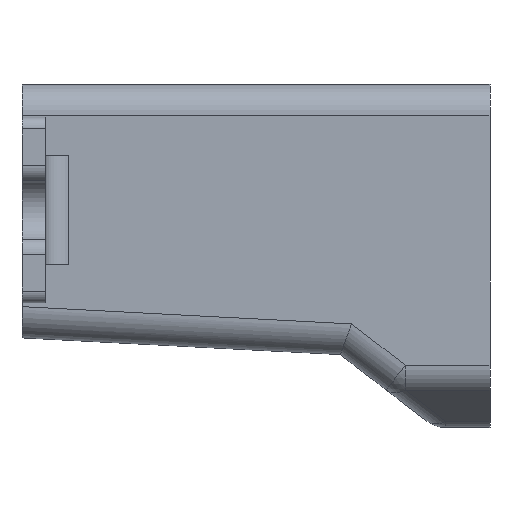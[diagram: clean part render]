
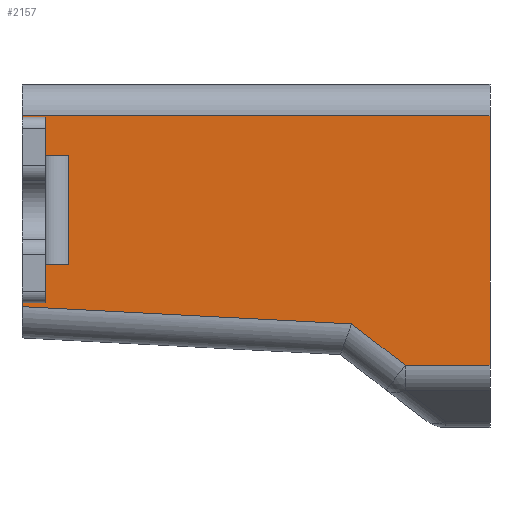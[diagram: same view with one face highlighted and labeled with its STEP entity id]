
A CAD part, left-side view. The second image highlights one B-rep face of the part: STEP entity #2157.
In plain terms, the highlighted planar face has unit normal (-1, 0, 0).
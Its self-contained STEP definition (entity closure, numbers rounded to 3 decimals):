
#248=ORIENTED_EDGE('',*,*,#880,.T.);
#249=ORIENTED_EDGE('',*,*,#881,.T.);
#250=ORIENTED_EDGE('',*,*,#819,.F.);
#251=ORIENTED_EDGE('',*,*,#882,.T.);
#252=ORIENTED_EDGE('',*,*,#883,.T.);
#253=ORIENTED_EDGE('',*,*,#884,.T.);
#254=ORIENTED_EDGE('',*,*,#865,.T.);
#255=ORIENTED_EDGE('',*,*,#885,.T.);
#256=ORIENTED_EDGE('',*,*,#833,.F.);
#257=ORIENTED_EDGE('',*,*,#886,.F.);
#819=EDGE_CURVE('',#1139,#1140,#1344,.T.);
#833=EDGE_CURVE('',#1153,#1154,#1354,.T.);
#865=EDGE_CURVE('',#1179,#1178,#1373,.T.);
#880=EDGE_CURVE('',#1192,#1193,#1383,.T.);
#881=EDGE_CURVE('',#1193,#1140,#1384,.T.);
#882=EDGE_CURVE('',#1139,#1194,#1385,.F.);
#883=EDGE_CURVE('',#1194,#1195,#1386,.F.);
#884=EDGE_CURVE('',#1195,#1179,#1387,.T.);
#885=EDGE_CURVE('',#1178,#1154,#1388,.F.);
#886=EDGE_CURVE('',#1192,#1153,#1389,.T.);
#1139=VERTEX_POINT('',#3194);
#1140=VERTEX_POINT('',#3196);
#1153=VERTEX_POINT('',#3223);
#1154=VERTEX_POINT('',#3225);
#1178=VERTEX_POINT('',#3287);
#1179=VERTEX_POINT('',#3289);
#1192=VERTEX_POINT('',#3319);
#1193=VERTEX_POINT('',#3320);
#1194=VERTEX_POINT('',#3323);
#1195=VERTEX_POINT('',#3325);
#1344=LINE('',#3195,#1581);
#1354=LINE('',#3224,#1591);
#1373=LINE('',#3288,#1610);
#1383=LINE('',#3318,#1620);
#1384=LINE('',#3321,#1621);
#1385=LINE('',#3322,#1622);
#1386=LINE('',#3324,#1623);
#1387=LINE('',#3326,#1624);
#1388=LINE('',#3327,#1625);
#1389=LINE('',#3328,#1626);
#1581=VECTOR('',#2531,1000.);
#1591=VECTOR('',#2551,1000.);
#1610=VECTOR('',#2610,1000.);
#1620=VECTOR('',#2634,1000.);
#1621=VECTOR('',#2635,1000.);
#1622=VECTOR('',#2636,1000.);
#1623=VECTOR('',#2637,1000.);
#1624=VECTOR('',#2638,1000.);
#1625=VECTOR('',#2639,1000.);
#1626=VECTOR('',#2640,1000.);
#1825=EDGE_LOOP('',(#248,#249,#250,#251,#252,#253,#254,#255,#256,#257));
#1954=FACE_BOUND('',#1825,.T.);
#2078=PLANE('',#2342);
#2157=ADVANCED_FACE('',(#1954),#2078,.F.);
#2342=AXIS2_PLACEMENT_3D('',#3317,#2632,#2633);
#2531=DIRECTION('',(0.,0.,1.));
#2551=DIRECTION('',(0.,0.,1.));
#2610=DIRECTION('',(0.,0.,1.));
#2632=DIRECTION('',(1.,0.,0.));
#2633=DIRECTION('',(0.,0.,-1.));
#2634=DIRECTION('',(0.,0.,-1.));
#2635=DIRECTION('',(0.,1.,0.));
#2636=DIRECTION('',(0.,0.999,0.052));
#2637=DIRECTION('',(0.,0.793,0.609));
#2638=DIRECTION('',(0.,-1.,0.));
#2639=DIRECTION('',(0.,-1.,0.));
#2640=DIRECTION('',(0.,1.,0.));
#3194=CARTESIAN_POINT('',(-1.5,6.,-1.449));
#3195=CARTESIAN_POINT('',(-1.5,6.,-3.));
#3196=CARTESIAN_POINT('',(-1.5,6.,-0.91));
#3223=CARTESIAN_POINT('',(-1.5,6.,0.49));
#3224=CARTESIAN_POINT('',(-1.5,6.,-3.));
#3225=CARTESIAN_POINT('',(-1.5,6.,1.));
#3287=CARTESIAN_POINT('',(-1.5,0.,1.));
#3288=CARTESIAN_POINT('',(-1.5,0.,-3.));
#3289=CARTESIAN_POINT('',(-1.5,0.,-2.2));
#3317=CARTESIAN_POINT('',(-1.5,6.,-3.));
#3318=CARTESIAN_POINT('',(-1.5,5.4,0.49));
#3319=CARTESIAN_POINT('',(-1.5,5.4,0.49));
#3320=CARTESIAN_POINT('',(-1.5,5.4,-0.91));
#3321=CARTESIAN_POINT('',(-1.5,5.4,-0.91));
#3322=CARTESIAN_POINT('',(-1.5,5.919,-1.454));
#3323=CARTESIAN_POINT('',(-1.5,1.775,-1.671));
#3324=CARTESIAN_POINT('',(-1.5,3.792,-0.123));
#3325=CARTESIAN_POINT('',(-1.5,1.086,-2.2));
#3326=CARTESIAN_POINT('',(-1.5,0.,-2.2));
#3327=CARTESIAN_POINT('',(-1.5,6.,1.));
#3328=CARTESIAN_POINT('',(-1.5,5.4,0.49));
